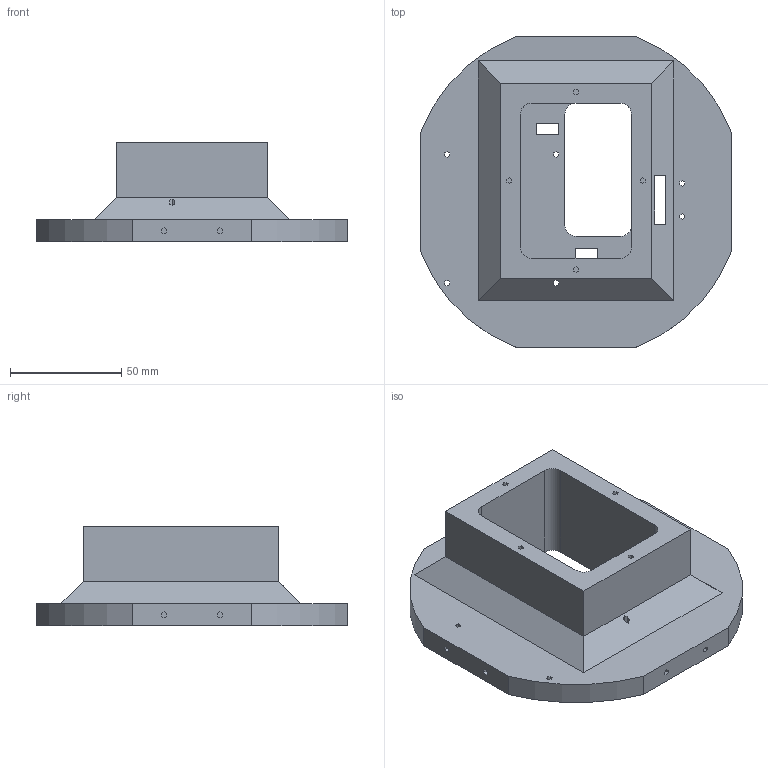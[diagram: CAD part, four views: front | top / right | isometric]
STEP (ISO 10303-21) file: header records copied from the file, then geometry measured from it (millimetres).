
FILE_DESCRIPTION (( 'STEP AP214' ), '1' );
FILE_NAME ('wheel_frame_2.STEP', '2024-12-19T07:16:23', ( '' ), ( '' ), 'SwSTEP 2.0', 'SolidWorks 2024', '' );
FILE_SCHEMA (( 'AUTOMOTIVE_DESIGN' ));
Length unit declared in the file: millimetre
Products named in the file (1): wheel_frame_2
Bounding box: 140 x 140 x 45 mm (x, y, z)
Volume: 252724.5 mm3; surface area: 56497.1 mm2
Topology: 1 solids, 1 shells, 166 faces, 450 edges, 298 vertices
Faces by surface type: plane 155, cylinder 11
Entity records: 5191 total; most frequent: CARTESIAN_POINT 915, ORIENTED_EDGE 900, DIRECTION 806, EDGE_CURVE 450, VECTOR 428, LINE 428, VERTEX_POINT 298, EDGE_LOOP 198
